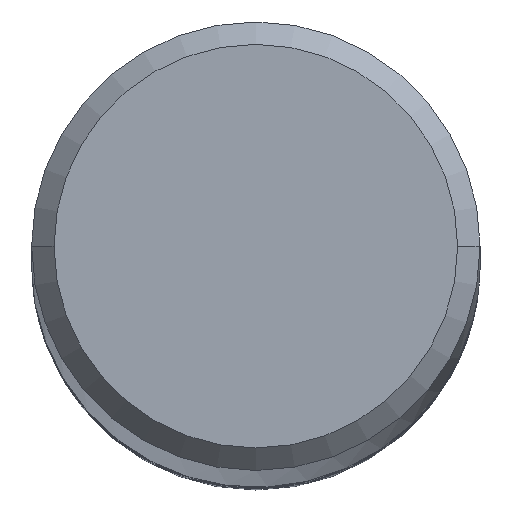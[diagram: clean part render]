
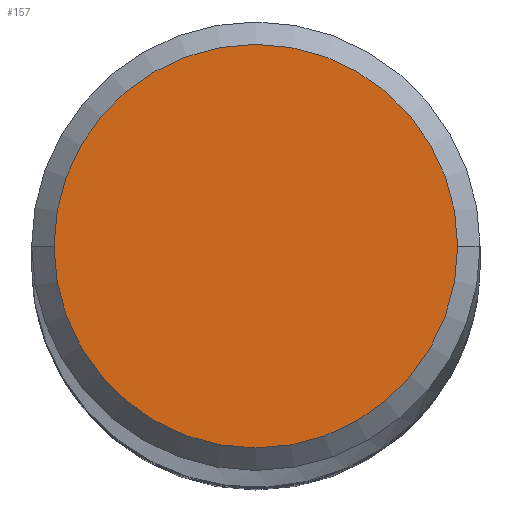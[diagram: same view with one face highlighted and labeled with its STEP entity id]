
A CAD part, top view. The second image highlights one B-rep face of the part: STEP entity #157.
In plain terms, the highlighted planar face has unit normal (0, 0, 1).
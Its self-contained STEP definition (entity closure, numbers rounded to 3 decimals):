
#16 = EDGE_LOOP ( 'NONE', ( #155, #158 ) ) ;
#35 = VERTEX_POINT ( 'NONE', #876 ) ;
#139 = EDGE_CURVE ( 'NONE', #141, #35, #1615, .T. ) ;
#141 = VERTEX_POINT ( 'NONE', #1597 ) ;
#155 = ORIENTED_EDGE ( 'NONE', *, *, #159, .T. ) ;
#157 = ADVANCED_FACE ( 'NONE', ( #1545 ), #1667, .T. ) ;
#158 = ORIENTED_EDGE ( 'NONE', *, *, #139, .T. ) ;
#159 = EDGE_CURVE ( 'NONE', #35, #141, #1539, .T. ) ;
#876 = CARTESIAN_POINT ( 'NONE',  ( -2.7, 0., 75. ) ) ;
#1532 = DIRECTION ( 'NONE',  ( 1., 0., 0. ) ) ;
#1535 = DIRECTION ( 'NONE',  ( 1., 0., 0. ) ) ;
#1536 = DIRECTION ( 'NONE',  ( 0., 0., 1. ) ) ;
#1537 = CARTESIAN_POINT ( 'NONE',  ( 0., 0., 75. ) ) ;
#1538 = DIRECTION ( 'NONE',  ( 0., 0., 1. ) ) ;
#1539 = CIRCLE ( 'NONE', #1589, 2.7 ) ;
#1545 = FACE_OUTER_BOUND ( 'NONE', #16, .T. ) ;
#1589 = AXIS2_PLACEMENT_3D ( 'NONE', #1608, #1538, #1532 ) ;
#1594 = DIRECTION ( 'NONE',  ( 1., 0., 0. ) ) ;
#1595 = DIRECTION ( 'NONE',  ( 0., 0., 1. ) ) ;
#1596 = CARTESIAN_POINT ( 'NONE',  ( 0., 0., 75. ) ) ;
#1597 = CARTESIAN_POINT ( 'NONE',  ( 2.7, 0., 75. ) ) ;
#1603 = AXIS2_PLACEMENT_3D ( 'NONE', #1537, #1536, #1535 ) ;
#1604 = AXIS2_PLACEMENT_3D ( 'NONE', #1596, #1595, #1594 ) ;
#1608 = CARTESIAN_POINT ( 'NONE',  ( 0., 0., 75. ) ) ;
#1615 = CIRCLE ( 'NONE', #1604, 2.7 ) ;
#1667 = PLANE ( 'NONE',  #1603 ) ;
